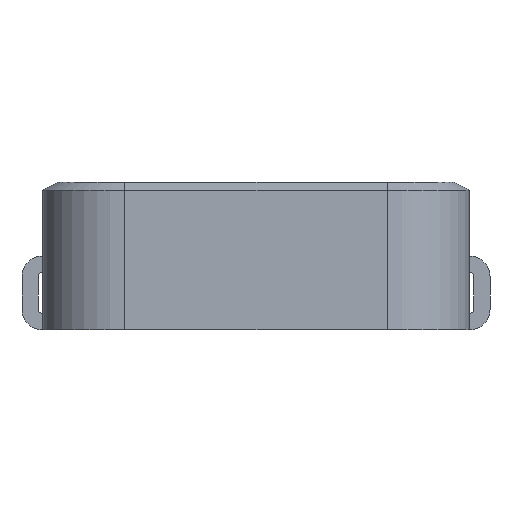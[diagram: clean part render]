
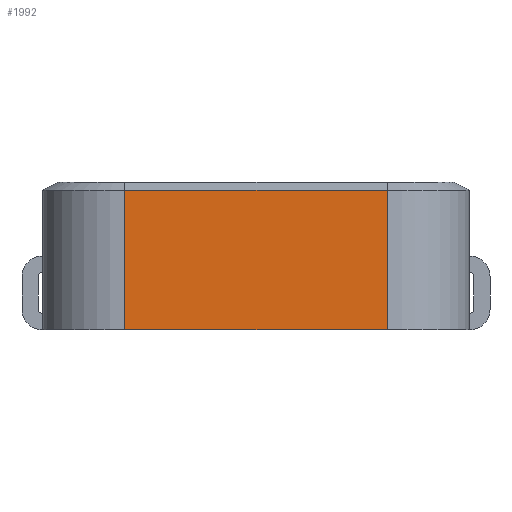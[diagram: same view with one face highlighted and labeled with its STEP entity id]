
A CAD part, front view. The second image highlights one B-rep face of the part: STEP entity #1992.
In plain terms, the highlighted planar face has unit normal (0, -1, 0).
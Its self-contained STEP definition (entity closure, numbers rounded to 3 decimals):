
#413=ORIENTED_EDGE('',*,*,#942,.T.);
#414=ORIENTED_EDGE('',*,*,#943,.T.);
#415=ORIENTED_EDGE('',*,*,#944,.T.);
#416=ORIENTED_EDGE('',*,*,#923,.T.);
#923=EDGE_CURVE('',#1201,#1200,#1346,.T.);
#942=EDGE_CURVE('',#1200,#1214,#1362,.F.);
#943=EDGE_CURVE('',#1214,#1215,#1363,.T.);
#944=EDGE_CURVE('',#1215,#1201,#1364,.T.);
#1200=VERTEX_POINT('',#3917);
#1201=VERTEX_POINT('',#3919);
#1214=VERTEX_POINT('',#3954);
#1215=VERTEX_POINT('',#3956);
#1346=LINE('',#3918,#1505);
#1362=LINE('',#3953,#1521);
#1363=LINE('',#3955,#1522);
#1364=LINE('',#3957,#1523);
#1505=VECTOR('',#3088,1000.);
#1521=VECTOR('',#3116,1000.);
#1522=VECTOR('',#3117,1000.);
#1523=VECTOR('',#3118,1000.);
#1638=EDGE_LOOP('',(#413,#414,#415,#416));
#1773=FACE_BOUND('',#1638,.T.);
#1891=PLANE('',#2837);
#1992=ADVANCED_FACE('',(#1773),#1891,.F.);
#2837=AXIS2_PLACEMENT_3D('',#3952,#3114,#3115);
#3088=DIRECTION('',(1.,0.,0.));
#3114=DIRECTION('',(0.,1.,0.));
#3115=DIRECTION('',(-1.,0.,0.));
#3116=DIRECTION('',(0.,0.,-1.));
#3117=DIRECTION('',(-1.,0.,0.));
#3118=DIRECTION('',(0.,0.,-1.));
#3917=CARTESIAN_POINT('',(1.6,-2.6,0.));
#3918=CARTESIAN_POINT('',(-2.6,-2.6,0.));
#3919=CARTESIAN_POINT('',(-1.6,-2.6,0.));
#3952=CARTESIAN_POINT('',(-2.6,-2.6,1.8));
#3953=CARTESIAN_POINT('',(1.6,-2.6,1.8));
#3954=CARTESIAN_POINT('',(1.6,-2.6,1.7));
#3955=CARTESIAN_POINT('',(-1.6,-2.6,1.7));
#3956=CARTESIAN_POINT('',(-1.6,-2.6,1.7));
#3957=CARTESIAN_POINT('',(-1.6,-2.6,1.8));
